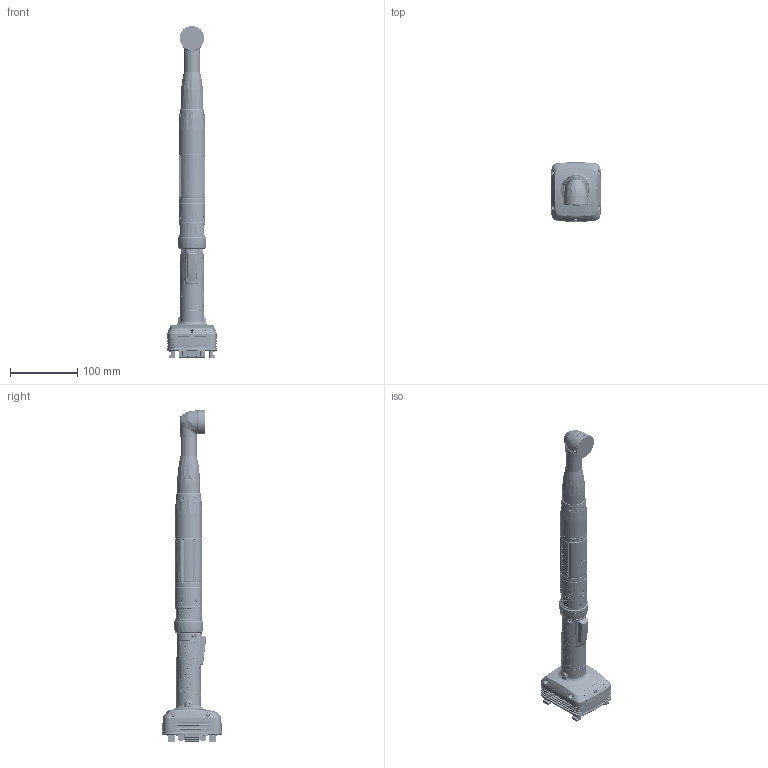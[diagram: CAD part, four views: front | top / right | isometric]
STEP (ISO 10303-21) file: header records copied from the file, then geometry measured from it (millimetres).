
FILE_DESCRIPTION((''),'2;1');
FILE_NAME('EXT_COMP_SW0001','2022-08-24T06:38:22',('INEdipo'),(''),'CREO PARAMETRIC BY PTC INC, 2020281','CREO PARAMETRIC BY PTC INC, 2020281','');
FILE_SCHEMA(('CONFIG_CONTROL_DESIGN'));
Products named in the file (1): EXT_COMP_SW0001
Bounding box: 74.44 x 88.48 x 492.35 mm (x, y, z)
Volume: 446953.6 mm3; surface area: 177167.5 mm2
Topology: 5 solids, 16 shells, 11415 faces, 29585 edges, 18535 vertices
Faces by surface type: plane 4131, bspline 2555, cylinder 2450, extrusion 1395, cone 355, sphere 283, torus 227, revolution 19
Entity records: 503796 total; most frequent: CARTESIAN_POINT 253910, ORIENTED_EDGE 59084, DIRECTION 39674, EDGE_CURVE 29542, VERTEX_POINT 18535, VECTOR 13969, B_SPLINE_CURVE_WITH_KNOTS 12986, AXIS2_PLACEMENT_3D 12843
